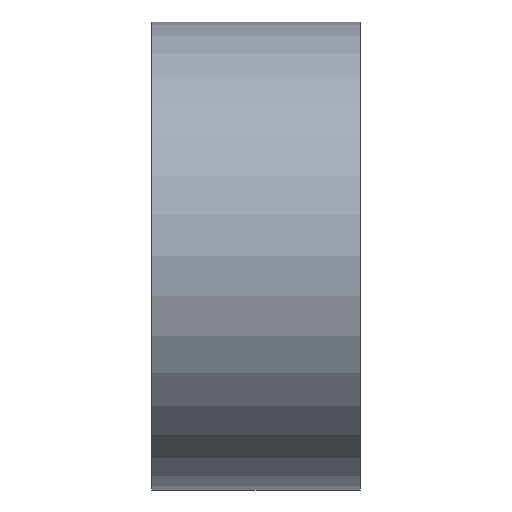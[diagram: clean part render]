
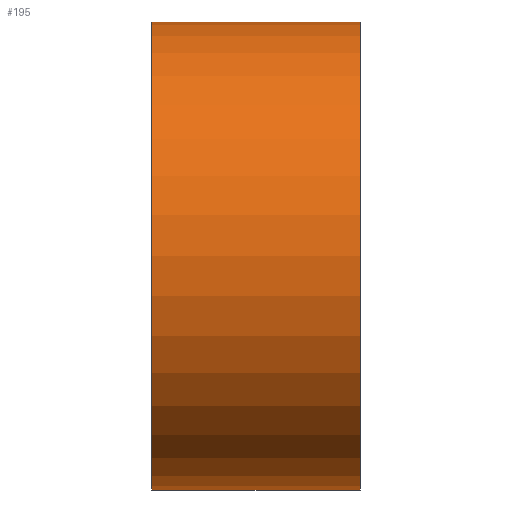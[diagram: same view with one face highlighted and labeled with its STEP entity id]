
A CAD part, top view. The second image highlights one B-rep face of the part: STEP entity #195.
In plain terms, the highlighted cylindrical face has radius 4.5 mm (diameter 9 mm), a partial arc.
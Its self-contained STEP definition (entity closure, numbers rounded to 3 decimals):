
#23=CARTESIAN_POINT('',(-2.,0.,0.));
#24=DIRECTION('',(1.,0.,0.));
#25=DIRECTION('',(0.,1.,0.));
#26=AXIS2_PLACEMENT_3D('',#23,#24,#25);
#33=DIRECTION('',(-1.,0.,0.));
#34=VECTOR('',#33,4.);
#35=CARTESIAN_POINT('',(2.,4.5,0.));
#36=LINE('',#35,#34);
#37=CARTESIAN_POINT('',(2.,0.,0.));
#38=DIRECTION('',(1.,0.,0.));
#39=DIRECTION('',(0.,1.,0.));
#40=AXIS2_PLACEMENT_3D('',#37,#38,#39);
#42=DIRECTION('',(-1.,0.,0.));
#43=VECTOR('',#42,4.);
#44=CARTESIAN_POINT('',(2.,-4.5,0.));
#45=LINE('',#44,#43);
#120=CARTESIAN_POINT('',(2.,4.5,0.));
#121=CARTESIAN_POINT('',(-2.,4.5,0.));
#122=VERTEX_POINT('',#120);
#123=VERTEX_POINT('',#121);
#132=CARTESIAN_POINT('',(2.,-4.5,0.));
#133=CARTESIAN_POINT('',(-2.,-4.5,0.));
#134=VERTEX_POINT('',#132);
#135=VERTEX_POINT('',#133);
#183=CARTESIAN_POINT('',(2.2,0.,0.));
#184=DIRECTION('',(-1.,0.,0.));
#185=DIRECTION('',(0.,1.,0.));
#186=AXIS2_PLACEMENT_3D('',#183,#184,#185);
#187=CYLINDRICAL_SURFACE('',#186,4.5);
#188=ORIENTED_EDGE('',*,*,#166,.F.);
#190=ORIENTED_EDGE('',*,*,#189,.T.);
#191=ORIENTED_EDGE('',*,*,#169,.T.);
#192=ORIENTED_EDGE('',*,*,#143,.F.);
#193=EDGE_LOOP('',(#188,#190,#191,#192));
#194=FACE_OUTER_BOUND('',#193,.F.);
#27=CIRCLE('',#26,4.5);
#41=CIRCLE('',#40,4.5);
#143=EDGE_CURVE('',#123,#135,#27,.T.);
#166=EDGE_CURVE('',#122,#123,#36,.T.);
#169=EDGE_CURVE('',#134,#135,#45,.T.);
#189=EDGE_CURVE('',#122,#134,#41,.T.);
#195=ADVANCED_FACE('',(#194),#187,.T.);
